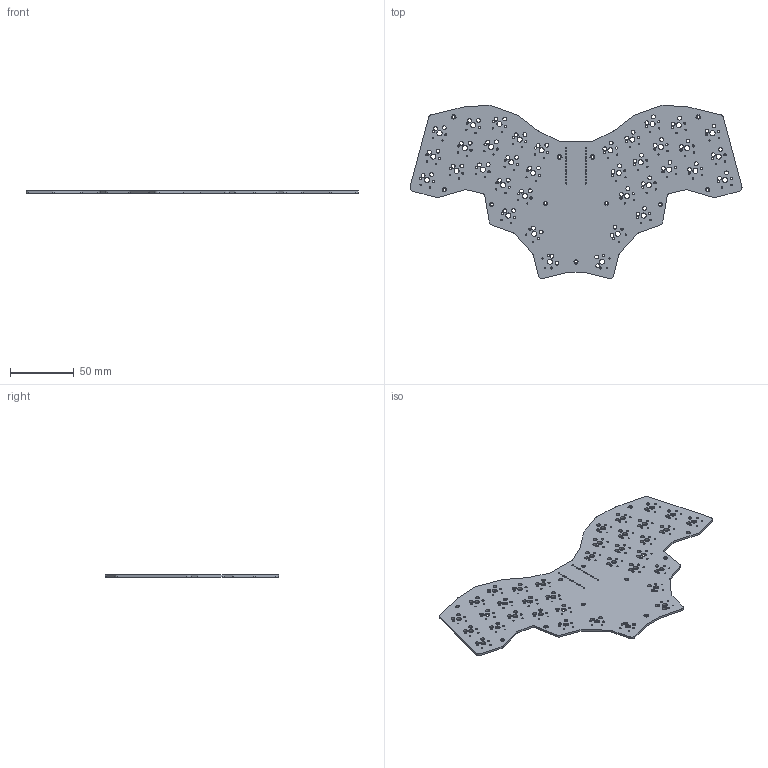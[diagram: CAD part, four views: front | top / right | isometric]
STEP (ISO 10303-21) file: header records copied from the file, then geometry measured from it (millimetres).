
FILE_DESCRIPTION(('KiCad electronic assembly'),'2;1');
FILE_NAME('blavinge.step','2024-09-29T21:49:03',('Pcbnew'),('Kicad'), 'Open CASCADE STEP processor 7.6','KiCad to STEP converter','Unknown' );
FILE_SCHEMA(('AUTOMOTIVE_DESIGN { 1 0 10303 214 1 1 1 1 }'));
Length unit declared in the file: millimetre
Products named in the file (2): blavinge 1; _autosave-blavinge PCB
Assembly tree (1 placements, depth 2):
  blavinge 1
    _autosave-blavinge PCB
Bounding box: 260.14 x 135.65 x 1.6 mm (x, y, z)
Volume: 31624.5 mm3; surface area: 43887.7 mm2
Topology: 1 solids, 1 shells, 437 faces, 1305 edges, 870 vertices
Faces by surface type: cylinder 405, plane 32
Full cylindrical faces by diameter (mm): 0.4 x88, 0.991 x72, 1.092 x24, 1.702 x72, 2.2 x11, 3 x72, 3.988 x36
Entity records: 36131 total; most frequent: CARTESIAN_POINT 10084, DIRECTION 4793, ORIENTED_EDGE 2610, PCURVE 2610, DEFINITIONAL_REPRESENTATION 2610, LINE 2295, VECTOR 2295, EDGE_CURVE 1305
